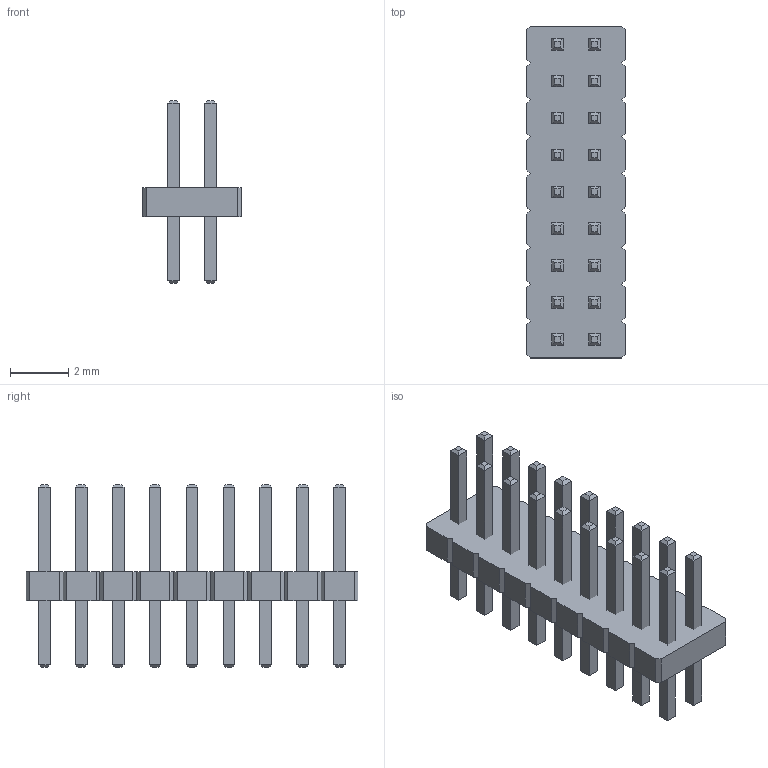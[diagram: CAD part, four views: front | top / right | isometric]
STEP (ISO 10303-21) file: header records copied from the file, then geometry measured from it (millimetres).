
FILE_DESCRIPTION(/* description */ ('model of PinHeader_2x09_P1.27mm_Vertical'),/* implementation_level */ '2;1');
FILE_NAME(/* name */ 'PinHeader_2x09_P1.27mm_Vertical.step',/* time_stamp */ '2018-01-24T13:31:29',/* author */ ('kicad StepUp','ksu'),/* organization */ ('FreeCAD'),/* preprocessor_version */ 'OCC',/* originating_system */ 'kicad StepUp',/* authorisation */ '');
FILE_SCHEMA(('AUTOMOTIVE_DESIGN { 1 0 10303 214 1 1 1 1 }'));
Length unit declared in the file: millimetre
Products named in the file (2): PinHeader_2x09_P127mm_Vertical; Shape0_42360621594
Bounding box: 3.4 x 11.43 x 6.3 mm (x, y, z)
Volume: 56.5 mm3; surface area: 291.4 mm2
Topology: 19 solids, 19 shells, 310 faces, 672 edges, 400 vertices
Faces by surface type: plane 310
Entity records: 5331 total; most frequent: ORIENTED_EDGE 1036, CARTESIAN_POINT 853, EDGE_CURVE 672, LINE 672, VERTEX_POINT 400, AXIS2_PLACEMENT_3D 311, ADVANCED_FACE 310, FACE_BOUND 310
